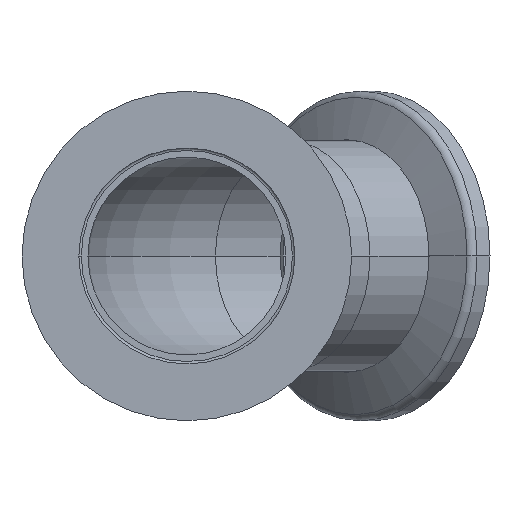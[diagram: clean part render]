
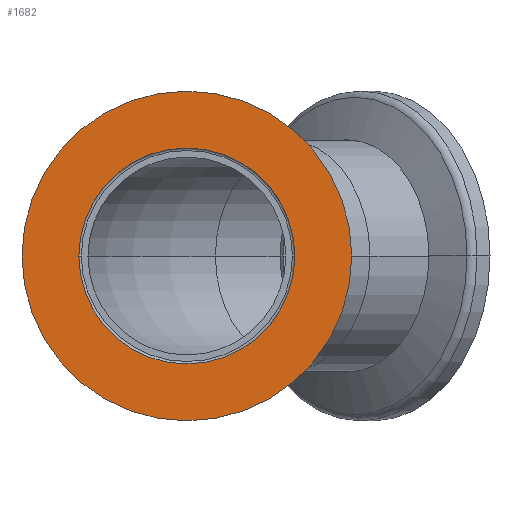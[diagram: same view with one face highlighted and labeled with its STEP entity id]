
A CAD part, front view. The second image highlights one B-rep face of the part: STEP entity #1682.
In plain terms, the highlighted planar face has unit normal (0, -1, 0).
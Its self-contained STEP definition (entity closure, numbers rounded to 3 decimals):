
#21 = VERTEX_POINT ( 'NONE', #260 ) ;
#35 = DIRECTION ( 'NONE',  ( -1., 0., 0. ) ) ;
#85 = CIRCLE ( 'NONE', #1719, 20. ) ;
#123 = DIRECTION ( 'NONE',  ( 0., -1., 0. ) ) ;
#138 = CARTESIAN_POINT ( 'NONE',  ( -20., 0., 0. ) ) ;
#188 = ORIENTED_EDGE ( 'NONE', *, *, #1162, .F. ) ;
#197 = CARTESIAN_POINT ( 'NONE',  ( 0., 0., 0. ) ) ;
#260 = CARTESIAN_POINT ( 'NONE',  ( -13.1, 0., 0. ) ) ;
#266 = ORIENTED_EDGE ( 'NONE', *, *, #2052, .F. ) ;
#292 = DIRECTION ( 'NONE',  ( 1., 0., 0. ) ) ;
#304 = DIRECTION ( 'NONE',  ( 0., 1., 0. ) ) ;
#310 = CARTESIAN_POINT ( 'NONE',  ( 13.1, 0., 0. ) ) ;
#380 = CIRCLE ( 'NONE', #2002, 20. ) ;
#445 = ORIENTED_EDGE ( 'NONE', *, *, #511, .T. ) ;
#469 = PLANE ( 'NONE',  #483 ) ;
#475 = CIRCLE ( 'NONE', #1474, 13.1 ) ;
#483 = AXIS2_PLACEMENT_3D ( 'NONE', #310, #304, #292 ) ;
#491 = CARTESIAN_POINT ( 'NONE',  ( 13.1, 0., 0. ) ) ;
#511 = EDGE_CURVE ( 'NONE', #1174, #2102, #380, .T. ) ;
#529 = CIRCLE ( 'NONE', #1187, 13.1 ) ;
#617 = EDGE_LOOP ( 'NONE', ( #188, #266 ) ) ;
#721 = ORIENTED_EDGE ( 'NONE', *, *, #1725, .T. ) ;
#779 = CARTESIAN_POINT ( 'NONE',  ( 0., 0., 0. ) ) ;
#869 = DIRECTION ( 'NONE',  ( 0., -1., 0. ) ) ;
#1125 = CARTESIAN_POINT ( 'NONE',  ( 0., 0., 0. ) ) ;
#1162 = EDGE_CURVE ( 'NONE', #21, #1656, #475, .T. ) ;
#1174 = VERTEX_POINT ( 'NONE', #1755 ) ;
#1187 = AXIS2_PLACEMENT_3D ( 'NONE', #1125, #123, #1296 ) ;
#1296 = DIRECTION ( 'NONE',  ( -1., 0., 0. ) ) ;
#1423 = FACE_BOUND ( 'NONE', #617, .T. ) ;
#1452 = DIRECTION ( 'NONE',  ( 0., -1., 0. ) ) ;
#1474 = AXIS2_PLACEMENT_3D ( 'NONE', #1767, #1910, #1928 ) ;
#1656 = VERTEX_POINT ( 'NONE', #491 ) ;
#1682 = ADVANCED_FACE ( 'NONE', ( #1423, #1815 ), #469, .F. ) ;
#1719 = AXIS2_PLACEMENT_3D ( 'NONE', #779, #1452, #1887 ) ;
#1725 = EDGE_CURVE ( 'NONE', #2102, #1174, #85, .T. ) ;
#1755 = CARTESIAN_POINT ( 'NONE',  ( 20., 0., 0. ) ) ;
#1767 = CARTESIAN_POINT ( 'NONE',  ( 0., 0., 0. ) ) ;
#1815 = FACE_OUTER_BOUND ( 'NONE', #1917, .T. ) ;
#1887 = DIRECTION ( 'NONE',  ( -1., 0., 0. ) ) ;
#1910 = DIRECTION ( 'NONE',  ( 0., -1., 0. ) ) ;
#1917 = EDGE_LOOP ( 'NONE', ( #721, #445 ) ) ;
#1928 = DIRECTION ( 'NONE',  ( -1., 0., 0. ) ) ;
#2002 = AXIS2_PLACEMENT_3D ( 'NONE', #197, #869, #35 ) ;
#2052 = EDGE_CURVE ( 'NONE', #1656, #21, #529, .T. ) ;
#2102 = VERTEX_POINT ( 'NONE', #138 ) ;
